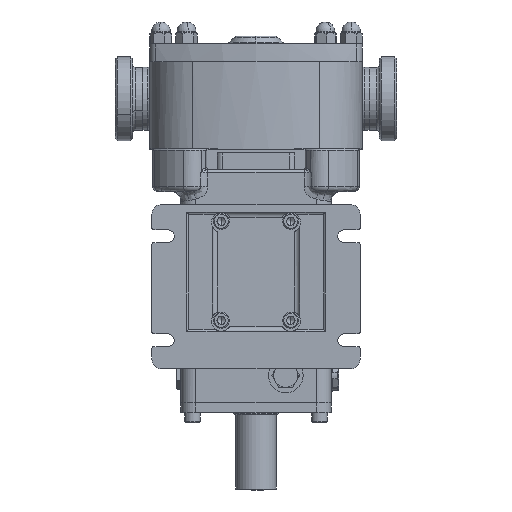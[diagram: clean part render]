
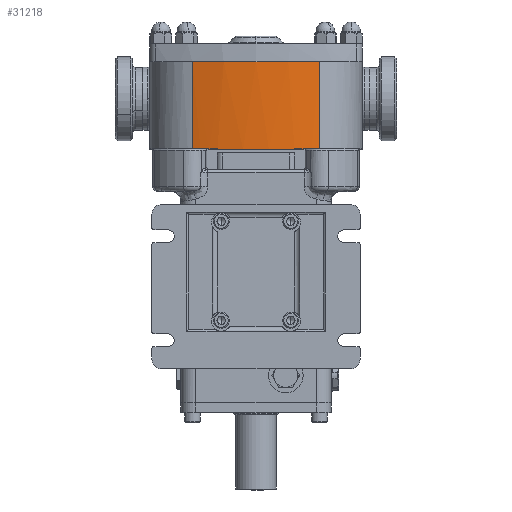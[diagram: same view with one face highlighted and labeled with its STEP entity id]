
A CAD part, front view. The second image highlights one B-rep face of the part: STEP entity #31218.
In plain terms, the highlighted cylindrical face has radius 231 mm (diameter 462 mm), a partial arc.
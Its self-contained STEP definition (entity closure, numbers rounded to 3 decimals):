
#660 = EDGE_CURVE ( 'NONE', #19600, #15407, #35706, .T. ) ;
#2201 = CIRCLE ( 'NONE', #21275, 231. ) ;
#4077 = DIRECTION ( 'NONE',  ( 0., 0., -1. ) ) ;
#4478 = VERTEX_POINT ( 'NONE', #14802 ) ;
#5580 = DIRECTION ( 'NONE',  ( 1., 0., 0. ) ) ;
#5805 = CYLINDRICAL_SURFACE ( 'NONE', #7981, 231. ) ;
#6490 = VERTEX_POINT ( 'NONE', #17413 ) ;
#7312 = EDGE_CURVE ( 'NONE', #30242, #6490, #37774, .T. ) ;
#7639 = CARTESIAN_POINT ( 'NONE',  ( -38.841, -146.711, -51. ) ) ;
#7963 = EDGE_CURVE ( 'NONE', #4478, #18928, #43025, .T. ) ;
#7981 = AXIS2_PLACEMENT_3D ( 'NONE', #25704, #21971, #32187 ) ;
#8254 = DIRECTION ( 'NONE',  ( 1., 0., 0. ) ) ;
#8447 = DIRECTION ( 'NONE',  ( 1., 0., 0. ) ) ;
#8808 = ORIENTED_EDGE ( 'NONE', *, *, #26831, .T. ) ;
#9127 = CIRCLE ( 'NONE', #36957, 231. ) ;
#9459 = ORIENTED_EDGE ( 'NONE', *, *, #7312, .T. ) ;
#9878 = LINE ( 'NONE', #47930, #34008 ) ;
#10525 = DIRECTION ( 'NONE',  ( -1., 0., 0. ) ) ;
#10567 = EDGE_CURVE ( 'NONE', #36072, #15407, #9878, .T. ) ;
#10762 = VECTOR ( 'NONE', #13665, 1000. ) ;
#13665 = DIRECTION ( 'NONE',  ( 0., 0., -1. ) ) ;
#13743 = ORIENTED_EDGE ( 'NONE', *, *, #660, .F. ) ;
#14802 = CARTESIAN_POINT ( 'NONE',  ( 64.465, -140.823, 37.5 ) ) ;
#14952 = ORIENTED_EDGE ( 'NONE', *, *, #19162, .F. ) ;
#15407 = VERTEX_POINT ( 'NONE', #25549 ) ;
#16189 = CARTESIAN_POINT ( 'NONE',  ( 0., 81., -50.5 ) ) ;
#16485 = DIRECTION ( 'NONE',  ( 0., 0., 1. ) ) ;
#16679 = DIRECTION ( 'NONE',  ( 0., 0., -1. ) ) ;
#17221 = EDGE_CURVE ( 'NONE', #36072, #4478, #9127, .T. ) ;
#17413 = CARTESIAN_POINT ( 'NONE',  ( 38.841, -146.711, -51. ) ) ;
#17470 = ORIENTED_EDGE ( 'NONE', *, *, #10567, .T. ) ;
#18546 = EDGE_CURVE ( 'NONE', #18928, #20873, #2201, .T. ) ;
#18928 = VERTEX_POINT ( 'NONE', #44799 ) ;
#19162 = EDGE_CURVE ( 'NONE', #20873, #6490, #40700, .T. ) ;
#19600 = VERTEX_POINT ( 'NONE', #27077 ) ;
#19777 = VECTOR ( 'NONE', #48152, 1000. ) ;
#20391 = CARTESIAN_POINT ( 'NONE',  ( 64.465, -140.823, 37.5 ) ) ;
#20873 = VERTEX_POINT ( 'NONE', #26927 ) ;
#21275 = AXIS2_PLACEMENT_3D ( 'NONE', #26214, #48330, #10525 ) ;
#21616 = VECTOR ( 'NONE', #4077, 1000. ) ;
#21794 = CARTESIAN_POINT ( 'NONE',  ( 38.841, -146.711, -50.5 ) ) ;
#21971 = DIRECTION ( 'NONE',  ( 0., 0., -1. ) ) ;
#24184 = CARTESIAN_POINT ( 'NONE',  ( 0., 81., -51. ) ) ;
#24235 = AXIS2_PLACEMENT_3D ( 'NONE', #24184, #16485, #8254 ) ;
#24998 = DIRECTION ( 'NONE',  ( 0., 0., 1. ) ) ;
#25549 = CARTESIAN_POINT ( 'NONE',  ( -64.465, -140.823, -50.5 ) ) ;
#25704 = CARTESIAN_POINT ( 'NONE',  ( 0., 81., 37.5 ) ) ;
#26214 = CARTESIAN_POINT ( 'NONE',  ( 0., 81., -50.5 ) ) ;
#26831 = EDGE_CURVE ( 'NONE', #19600, #30242, #38406, .T. ) ;
#26927 = CARTESIAN_POINT ( 'NONE',  ( 38.841, -146.711, -50.5 ) ) ;
#27077 = CARTESIAN_POINT ( 'NONE',  ( -38.841, -146.711, -50.5 ) ) ;
#30242 = VERTEX_POINT ( 'NONE', #7639 ) ;
#30701 = CARTESIAN_POINT ( 'NONE',  ( -38.841, -146.711, -50.5 ) ) ;
#31043 = ORIENTED_EDGE ( 'NONE', *, *, #17221, .F. ) ;
#31218 = ADVANCED_FACE ( 'NONE', ( #43864 ), #5805, .T. ) ;
#32187 = DIRECTION ( 'NONE',  ( -1., 0., 0. ) ) ;
#32560 = ORIENTED_EDGE ( 'NONE', *, *, #7963, .F. ) ;
#32748 = CARTESIAN_POINT ( 'NONE',  ( -64.465, -140.823, 37.5 ) ) ;
#34008 = VECTOR ( 'NONE', #43482, 1000. ) ;
#35706 = CIRCLE ( 'NONE', #48406, 231. ) ;
#36072 = VERTEX_POINT ( 'NONE', #32748 ) ;
#36957 = AXIS2_PLACEMENT_3D ( 'NONE', #43401, #24998, #5580 ) ;
#37774 = CIRCLE ( 'NONE', #24235, 231. ) ;
#38406 = LINE ( 'NONE', #30701, #21616 ) ;
#40700 = LINE ( 'NONE', #21794, #19777 ) ;
#43025 = LINE ( 'NONE', #20391, #10762 ) ;
#43401 = CARTESIAN_POINT ( 'NONE',  ( 0., 81., 37.5 ) ) ;
#43482 = DIRECTION ( 'NONE',  ( 0., 0., -1. ) ) ;
#43864 = FACE_OUTER_BOUND ( 'NONE', #48442, .T. ) ;
#44799 = CARTESIAN_POINT ( 'NONE',  ( 64.465, -140.823, -50.5 ) ) ;
#47455 = ORIENTED_EDGE ( 'NONE', *, *, #18546, .F. ) ;
#47930 = CARTESIAN_POINT ( 'NONE',  ( -64.465, -140.823, 37.5 ) ) ;
#48152 = DIRECTION ( 'NONE',  ( 0., 0., -1. ) ) ;
#48330 = DIRECTION ( 'NONE',  ( 0., 0., -1. ) ) ;
#48406 = AXIS2_PLACEMENT_3D ( 'NONE', #16189, #16679, #8447 ) ;
#48442 = EDGE_LOOP ( 'NONE', ( #14952, #47455, #32560, #31043, #17470, #13743, #8808, #9459 ) ) ;
